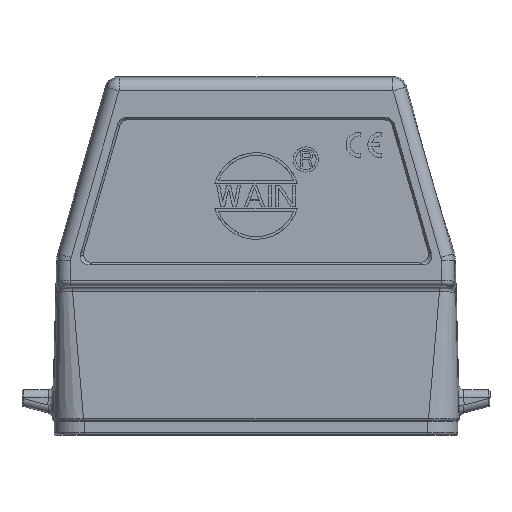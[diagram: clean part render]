
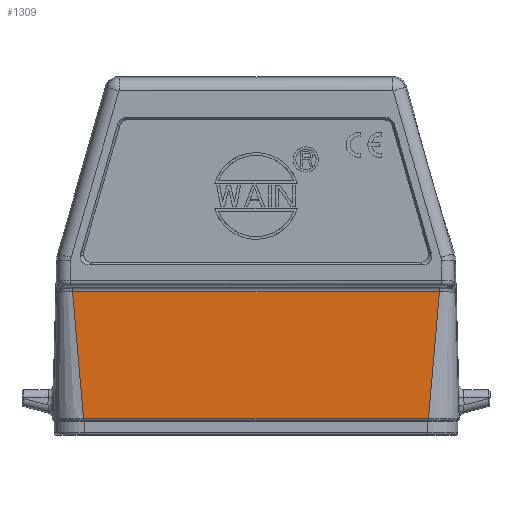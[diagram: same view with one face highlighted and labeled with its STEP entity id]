
A CAD part, top view. The second image highlights one B-rep face of the part: STEP entity #1309.
In plain terms, the highlighted planar face has unit normal (0, 0, 1).
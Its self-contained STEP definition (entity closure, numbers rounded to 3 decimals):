
#1309=ADVANCED_FACE('NONE',(#2165),#1818,.T.);
#1818=PLANE('',#10461);
#2165=FACE_OUTER_BOUND('',#2767,.T.);
#2767=EDGE_LOOP('',(#4445,#4446,#4447,#4448));
#4445=ORIENTED_EDGE('',*,*,#7670,.T.);
#4446=ORIENTED_EDGE('',*,*,#7680,.F.);
#4447=ORIENTED_EDGE('',*,*,#7681,.F.);
#4448=ORIENTED_EDGE('',*,*,#7661,.T.);
#6517=VERTEX_POINT('',#15559);
#6518=VERTEX_POINT('',#15561);
#6522=VERTEX_POINT('',#15659);
#6528=VERTEX_POINT('',#15768);
#7661=EDGE_CURVE('NONE',#6518,#6517,#8934,.T.);
#7670=EDGE_CURVE('NONE',#6517,#6522,#8937,.T.);
#7680=EDGE_CURVE('NONE',#6528,#6522,#8939,.T.);
#7681=EDGE_CURVE('NONE',#6518,#6528,#8940,.T.);
#8934=LINE('',#15560,#9798);
#8937=LINE('',#15660,#9801);
#8939=LINE('',#15767,#9803);
#8940=LINE('',#15769,#9804);
#9798=VECTOR('',#12121,1.);
#9801=VECTOR('',#12128,1.);
#9803=VECTOR('',#12138,1.);
#9804=VECTOR('',#12139,1.);
#10461=AXIS2_PLACEMENT_3D('',#15770,#12140,#12141);
#12121=DIRECTION('',(-1.,0.,0.));
#12128=DIRECTION('',(0.086,-0.996,0.));
#12138=DIRECTION('',(-1.,0.,0.));
#12139=DIRECTION('',(-0.086,-0.996,0.));
#12140=DIRECTION('',(0.,0.,1.));
#12141=DIRECTION('',(1.,0.,0.));
#15559=CARTESIAN_POINT('',(-36.039,25.258,14.75));
#15560=CARTESIAN_POINT('',(-40.,25.258,14.75));
#15561=CARTESIAN_POINT('',(36.039,25.258,14.75));
#15659=CARTESIAN_POINT('',(-33.887,0.3,14.75));
#15660=CARTESIAN_POINT('',(-36.039,25.258,14.75));
#15767=CARTESIAN_POINT('',(36.304,0.3,14.75));
#15768=CARTESIAN_POINT('',(33.887,0.3,14.75));
#15769=CARTESIAN_POINT('',(-42991.201,-499000.,14.75));
#15770=CARTESIAN_POINT('',(-40.,0.,14.75));
